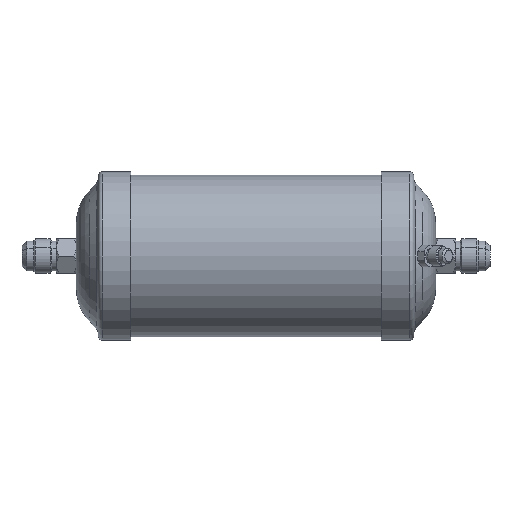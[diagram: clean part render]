
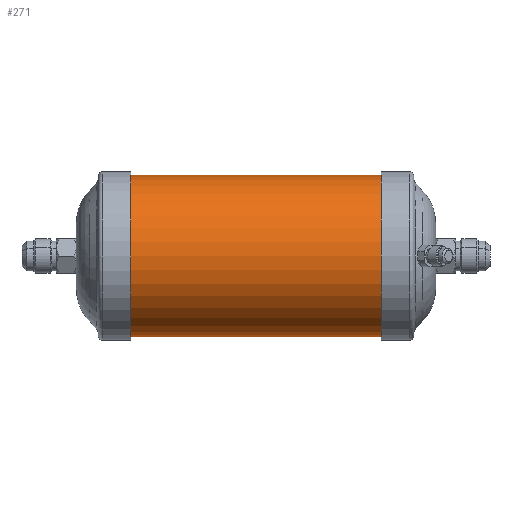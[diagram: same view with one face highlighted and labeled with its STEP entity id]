
A CAD part, front view. The second image highlights one B-rep face of the part: STEP entity #271.
In plain terms, the highlighted cylindrical face has radius 44.45 mm (diameter 88.9 mm), a partial arc.
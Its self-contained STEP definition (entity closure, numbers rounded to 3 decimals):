
#266 = CARTESIAN_POINT ( 'NONE',  ( 85.5, 0., 0. ) ) ;
#271 = ADVANCED_FACE ( 'NONE', ( #581 ), #3546, .T. ) ;
#371 = DIRECTION ( 'NONE',  ( 0., 0., 1. ) ) ;
#581 = FACE_OUTER_BOUND ( 'NONE', #1002, .T. ) ;
#604 = VERTEX_POINT ( 'NONE', #838 ) ;
#609 = CARTESIAN_POINT ( 'NONE',  ( 85.5, 0., 44.45 ) ) ;
#644 = CARTESIAN_POINT ( 'NONE',  ( 69., 0., 44.45 ) ) ;
#741 = VERTEX_POINT ( 'NONE', #644 ) ;
#838 = CARTESIAN_POINT ( 'NONE',  ( 69., 0., -44.45 ) ) ;
#939 = VERTEX_POINT ( 'NONE', #1398 ) ;
#1002 = EDGE_LOOP ( 'NONE', ( #1854, #3186, #2901, #3586 ) ) ;
#1101 = DIRECTION ( 'NONE',  ( 1., 0., 0. ) ) ;
#1148 = AXIS2_PLACEMENT_3D ( 'NONE', #2707, #4002, #371 ) ;
#1154 = CIRCLE ( 'NONE', #1716, 44.45 ) ;
#1233 = VECTOR ( 'NONE', #1599, 1000. ) ;
#1398 = CARTESIAN_POINT ( 'NONE',  ( -69., 0., -44.45 ) ) ;
#1599 = DIRECTION ( 'NONE',  ( -1., 0., 0. ) ) ;
#1674 = DIRECTION ( 'NONE',  ( -1., 0., 0. ) ) ;
#1716 = AXIS2_PLACEMENT_3D ( 'NONE', #4061, #1101, #2137 ) ;
#1791 = EDGE_CURVE ( 'NONE', #604, #939, #3071, .T. ) ;
#1854 = ORIENTED_EDGE ( 'NONE', *, *, #1791, .F. ) ;
#2137 = DIRECTION ( 'NONE',  ( 0., 0., -1. ) ) ;
#2485 = AXIS2_PLACEMENT_3D ( 'NONE', #266, #2551, #2596 ) ;
#2551 = DIRECTION ( 'NONE',  ( -1., 0., 0. ) ) ;
#2596 = DIRECTION ( 'NONE',  ( 0., 0., 1. ) ) ;
#2628 = CARTESIAN_POINT ( 'NONE',  ( 85.5, 0., -44.45 ) ) ;
#2707 = CARTESIAN_POINT ( 'NONE',  ( 69., 0., 0. ) ) ;
#2818 = EDGE_CURVE ( 'NONE', #741, #3431, #3230, .T. ) ;
#2882 = CIRCLE ( 'NONE', #1148, 44.45 ) ;
#2901 = ORIENTED_EDGE ( 'NONE', *, *, #2818, .T. ) ;
#2966 = EDGE_CURVE ( 'NONE', #604, #741, #2882, .T. ) ;
#3046 = CARTESIAN_POINT ( 'NONE',  ( -69., 0., 44.45 ) ) ;
#3071 = LINE ( 'NONE', #2628, #3959 ) ;
#3186 = ORIENTED_EDGE ( 'NONE', *, *, #2966, .T. ) ;
#3230 = LINE ( 'NONE', #609, #1233 ) ;
#3431 = VERTEX_POINT ( 'NONE', #3046 ) ;
#3470 = EDGE_CURVE ( 'NONE', #3431, #939, #1154, .T. ) ;
#3546 = CYLINDRICAL_SURFACE ( 'NONE', #2485, 44.45 ) ;
#3586 = ORIENTED_EDGE ( 'NONE', *, *, #3470, .T. ) ;
#3959 = VECTOR ( 'NONE', #1674, 1000. ) ;
#4002 = DIRECTION ( 'NONE',  ( -1., 0., 0. ) ) ;
#4061 = CARTESIAN_POINT ( 'NONE',  ( -69., 0., 0. ) ) ;
